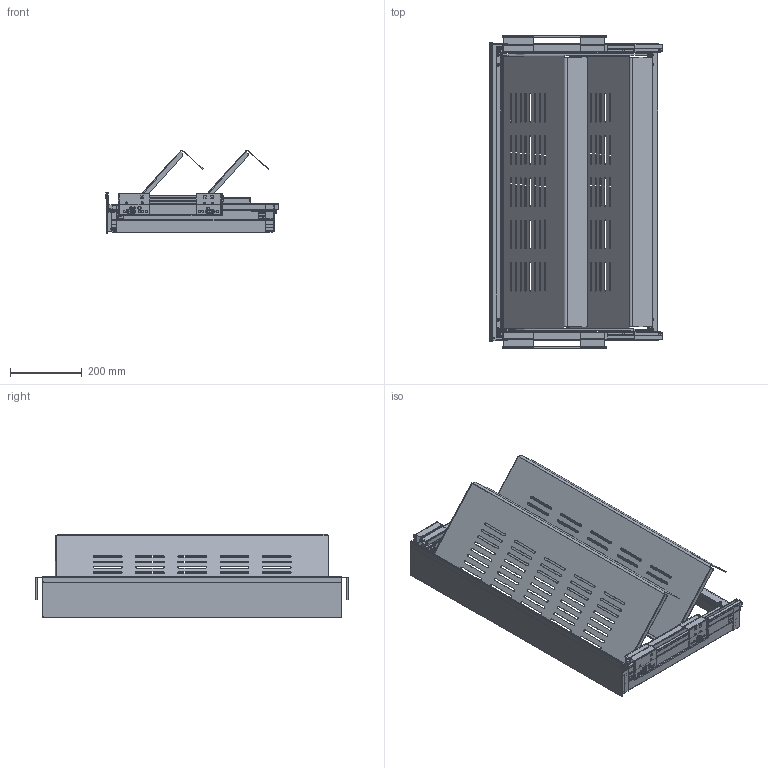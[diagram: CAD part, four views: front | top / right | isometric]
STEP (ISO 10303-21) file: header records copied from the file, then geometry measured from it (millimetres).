
FILE_DESCRIPTION((''),'2;1');
FILE_NAME('MC-5090GR-_ASM','2025-07-28T',('pc'),(''),'PRO/ENGINEER BY PARAMETRIC TECHNOLOGY CORPORATION, 2011310','PRO/ENGINEER BY PARAMETRIC TECHNOLOGY CORPORATION, 2011310','');
FILE_SCHEMA(('CONFIG_CONTROL_DESIGN'));
Products named in the file (34): QIAN-HENG-TIAO_11; QIAN-ZUO_1; QIAN-YOU_1; LV-ZUO-YOU-_1; HOU-ZUO_1; HOU-HENG-TIAO_1; HOU-YOU_1; JIAO-MAO_1; DG-CHA-PIAN-ZUO_1; DG-CHA-PIAN-YOU_1; 435_1; 710_1; LV-4_1; DIZUO_G_1; DIZUO2_G_1; PRT0001_G_1; ZHONGGUI_G_1; SHANGGUI_G_1; SULIAOJIAN_G_1; D-G-ZUHE-YOU_1_ASM; DIZUO_MIR_D_1; DIZUO2_MIR_D_1; PRT0001_MIR_D_1; ZHONGGUI_MIR_D_1; SHANGGUI_MIR_D_1; SULIAOJIAN_MIR_D_1; D-G-ZUHE-ZUO_1_ASM; QIAN-BAN_1; DAO-GUI-GAI; XIE-JIA-A_1_9; KUANG_1_9; XIEJIA-SHULIAOJIAN; XIE-JIA-_9_ASM; MC-5090GR-_ASM
Assembly tree (43 placements, depth 3):
  MC-5090GR-_ASM
    QIAN-HENG-TIAO_11
    QIAN-ZUO_1
    QIAN-YOU_1
    LV-ZUO-YOU-_1  x2
    HOU-ZUO_1
    HOU-HENG-TIAO_1
    HOU-YOU_1
    JIAO-MAO_1  x4
    DG-CHA-PIAN-ZUO_1
    DG-CHA-PIAN-YOU_1
    435_1  x2
    710_1
    LV-4_1
    D-G-ZUHE-YOU_1_ASM
      DIZUO_G_1
      DIZUO2_G_1
      PRT0001_G_1
      ZHONGGUI_G_1
      SHANGGUI_G_1
      SULIAOJIAN_G_1
    D-G-ZUHE-ZUO_1_ASM
      DIZUO_MIR_D_1
      DIZUO2_MIR_D_1
      PRT0001_MIR_D_1
      ZHONGGUI_MIR_D_1
      SHANGGUI_MIR_D_1
      SULIAOJIAN_MIR_D_1
    QIAN-BAN_1
    DAO-GUI-GAI  x2
    XIE-JIA-_9_ASM
      XIE-JIA-A_1_9  x2
      KUANG_1_9
      XIEJIA-SHULIAOJIAN  x4
Bounding box: 479.38 x 869 x 231.11 mm (x, y, z)
Volume: 2048829.6 mm3; surface area: 2630729.7 mm2
Topology: 44 solids, 44 shells, 4764 faces, 12615 edges, 7853 vertices
Faces by surface type: plane 2241, cylinder 1947, bspline 190, sphere 182, torus 126, cone 64, extrusion 14
Entity records: 138658 total; most frequent: CARTESIAN_POINT 37556, ORIENTED_EDGE 21574, DIRECTION 20097, EDGE_CURVE 10787, VECTOR 6781, LINE 6767, VERTEX_POINT 6733, AXIS2_PLACEMENT_3D 6658
